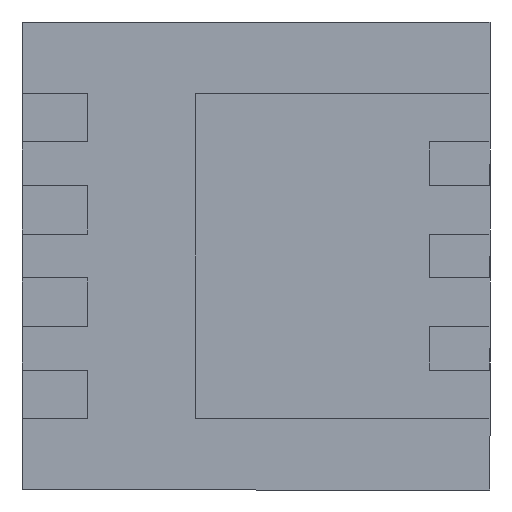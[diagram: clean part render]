
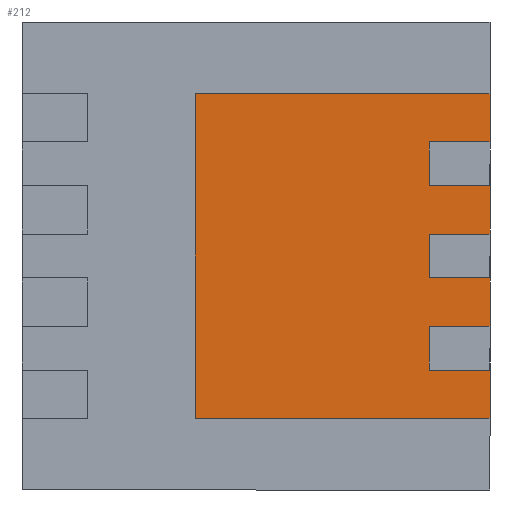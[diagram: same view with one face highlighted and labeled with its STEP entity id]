
A CAD part, front view. The second image highlights one B-rep face of the part: STEP entity #212.
In plain terms, the highlighted planar face has unit normal (0, -1, 0).
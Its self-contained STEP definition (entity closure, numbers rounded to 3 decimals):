
#48 = EDGE_CURVE ( 'NONE', #1858, #865, #1428, .T. ) ;
#54 = ORIENTED_EDGE ( 'NONE', *, *, #48, .T. ) ;
#64 = CARTESIAN_POINT ( 'NONE',  ( 1.185, 0., 1.145 ) ) ;
#65 = LINE ( 'NONE', #1942, #1948 ) ;
#76 = CARTESIAN_POINT ( 'NONE',  ( 1.185, 0., 0.495 ) ) ;
#86 = DIRECTION ( 'NONE',  ( -1., 0., 0. ) ) ;
#97 = ORIENTED_EDGE ( 'NONE', *, *, #2268, .T. ) ;
#105 = EDGE_CURVE ( 'NONE', #1640, #1906, #2485, .T. ) ;
#127 = EDGE_CURVE ( 'NONE', #1508, #865, #2289, .T. ) ;
#129 = CARTESIAN_POINT ( 'NONE',  ( 1.65, 0., -1.145 ) ) ;
#154 = CARTESIAN_POINT ( 'NONE',  ( 1.22, 0., -0.805 ) ) ;
#174 = CARTESIAN_POINT ( 'NONE',  ( 1.65, 0., -0.805 ) ) ;
#182 = VERTEX_POINT ( 'NONE', #1374 ) ;
#212 = ADVANCED_FACE ( 'NONE', ( #1202 ), #570, .F. ) ;
#244 = DIRECTION ( 'NONE',  ( 0., 0., 1. ) ) ;
#264 = VERTEX_POINT ( 'NONE', #2534 ) ;
#272 = VECTOR ( 'NONE', #560, 1000. ) ;
#292 = EDGE_CURVE ( 'NONE', #669, #182, #1929, .T. ) ;
#332 = CARTESIAN_POINT ( 'NONE',  ( 1.185, 0., 0.805 ) ) ;
#353 = LINE ( 'NONE', #154, #272 ) ;
#384 = EDGE_LOOP ( 'NONE', ( #2120, #1423, #2587, #2169, #2148, #97, #816, #817, #1650, #2314, #903, #2223, #1905, #54, #1553, #738 ) ) ;
#393 = VERTEX_POINT ( 'NONE', #740 ) ;
#420 = CARTESIAN_POINT ( 'NONE',  ( 1.65, 0., -0.805 ) ) ;
#470 = EDGE_CURVE ( 'NONE', #1316, #1260, #1720, .T. ) ;
#477 = DIRECTION ( 'NONE',  ( 0., 0., -1. ) ) ;
#489 = LINE ( 'NONE', #64, #2623 ) ;
#536 = CARTESIAN_POINT ( 'NONE',  ( 1.65, 0., 0.805 ) ) ;
#550 = LINE ( 'NONE', #2001, #1557 ) ;
#560 = DIRECTION ( 'NONE',  ( 0., 0., 1. ) ) ;
#570 = PLANE ( 'NONE',  #964 ) ;
#591 = CARTESIAN_POINT ( 'NONE',  ( 1.22, 0., -0.495 ) ) ;
#613 = CARTESIAN_POINT ( 'NONE',  ( -0.43, 0., -1.145 ) ) ;
#634 = CARTESIAN_POINT ( 'NONE',  ( 1.22, 0., 0.495 ) ) ;
#646 = CARTESIAN_POINT ( 'NONE',  ( 1.185, 0., -0.805 ) ) ;
#669 = VERTEX_POINT ( 'NONE', #634 ) ;
#677 = LINE ( 'NONE', #420, #1094 ) ;
#716 = VECTOR ( 'NONE', #2579, 1000. ) ;
#734 = EDGE_CURVE ( 'NONE', #182, #1508, #2476, .T. ) ;
#738 = ORIENTED_EDGE ( 'NONE', *, *, #734, .F. ) ;
#740 = CARTESIAN_POINT ( 'NONE',  ( 1.65, 0., -0.495 ) ) ;
#749 = VECTOR ( 'NONE', #1656, 1000. ) ;
#794 = CARTESIAN_POINT ( 'NONE',  ( 1.65, 0., -0.155 ) ) ;
#816 = ORIENTED_EDGE ( 'NONE', *, *, #2569, .F. ) ;
#817 = ORIENTED_EDGE ( 'NONE', *, *, #2098, .F. ) ;
#842 = EDGE_CURVE ( 'NONE', #1858, #1914, #65, .T. ) ;
#865 = VERTEX_POINT ( 'NONE', #1994 ) ;
#896 = DIRECTION ( 'NONE',  ( 1., 0., 0. ) ) ;
#903 = ORIENTED_EDGE ( 'NONE', *, *, #2355, .F. ) ;
#919 = DIRECTION ( 'NONE',  ( -1., 0., 0. ) ) ;
#964 = AXIS2_PLACEMENT_3D ( 'NONE', #2190, #1601, #1563 ) ;
#1013 = CARTESIAN_POINT ( 'NONE',  ( 1.22, 0., -0.155 ) ) ;
#1020 = DIRECTION ( 'NONE',  ( -1., 0., 0. ) ) ;
#1061 = LINE ( 'NONE', #2373, #2022 ) ;
#1094 = VECTOR ( 'NONE', #477, 1000. ) ;
#1103 = DIRECTION ( 'NONE',  ( 1., 0., 0. ) ) ;
#1144 = DIRECTION ( 'NONE',  ( -1., 0., 0. ) ) ;
#1157 = VERTEX_POINT ( 'NONE', #591 ) ;
#1161 = VERTEX_POINT ( 'NONE', #129 ) ;
#1188 = VECTOR ( 'NONE', #1144, 1000. ) ;
#1202 = FACE_OUTER_BOUND ( 'NONE', #384, .T. ) ;
#1221 = CARTESIAN_POINT ( 'NONE',  ( -0.43, 0., 1.145 ) ) ;
#1241 = CARTESIAN_POINT ( 'NONE',  ( 1.185, 0., 0.155 ) ) ;
#1246 = EDGE_CURVE ( 'NONE', #669, #264, #1061, .T. ) ;
#1260 = VERTEX_POINT ( 'NONE', #536 ) ;
#1309 = VECTOR ( 'NONE', #1103, 1000. ) ;
#1310 = CARTESIAN_POINT ( 'NONE',  ( 1.22, 0., -0.805 ) ) ;
#1316 = VERTEX_POINT ( 'NONE', #1631 ) ;
#1327 = EDGE_CURVE ( 'NONE', #1640, #1157, #353, .T. ) ;
#1354 = VECTOR ( 'NONE', #1462, 1000. ) ;
#1359 = VECTOR ( 'NONE', #1754, 1000. ) ;
#1368 = LINE ( 'NONE', #1930, #1359 ) ;
#1374 = CARTESIAN_POINT ( 'NONE',  ( 1.65, 0., 0.495 ) ) ;
#1375 = DIRECTION ( 'NONE',  ( 0., 0., -1. ) ) ;
#1378 = EDGE_CURVE ( 'NONE', #1914, #393, #550, .T. ) ;
#1423 = ORIENTED_EDGE ( 'NONE', *, *, #1246, .T. ) ;
#1428 = LINE ( 'NONE', #2243, #2303 ) ;
#1462 = DIRECTION ( 'NONE',  ( 1., 0., 0. ) ) ;
#1508 = VERTEX_POINT ( 'NONE', #1774 ) ;
#1553 = ORIENTED_EDGE ( 'NONE', *, *, #127, .F. ) ;
#1557 = VECTOR ( 'NONE', #1375, 1000. ) ;
#1563 = DIRECTION ( 'NONE',  ( 0., 0., 1. ) ) ;
#1601 = DIRECTION ( 'NONE',  ( 0., 1., 0. ) ) ;
#1608 = VECTOR ( 'NONE', #86, 1000. ) ;
#1631 = CARTESIAN_POINT ( 'NONE',  ( 1.65, 0., 1.145 ) ) ;
#1636 = EDGE_CURVE ( 'NONE', #1316, #2440, #489, .T. ) ;
#1640 = VERTEX_POINT ( 'NONE', #1310 ) ;
#1650 = ORIENTED_EDGE ( 'NONE', *, *, #105, .F. ) ;
#1656 = DIRECTION ( 'NONE',  ( -1., 0., 0. ) ) ;
#1695 = DIRECTION ( 'NONE',  ( 0., 0., 1. ) ) ;
#1720 = LINE ( 'NONE', #2570, #716 ) ;
#1743 = CARTESIAN_POINT ( 'NONE',  ( 1.65, 0., 0.495 ) ) ;
#1750 = LINE ( 'NONE', #2516, #1608 ) ;
#1754 = DIRECTION ( 'NONE',  ( 0., 0., -1. ) ) ;
#1774 = CARTESIAN_POINT ( 'NONE',  ( 1.65, 0., 0.155 ) ) ;
#1858 = VERTEX_POINT ( 'NONE', #1013 ) ;
#1905 = ORIENTED_EDGE ( 'NONE', *, *, #842, .F. ) ;
#1906 = VERTEX_POINT ( 'NONE', #174 ) ;
#1914 = VERTEX_POINT ( 'NONE', #794 ) ;
#1929 = LINE ( 'NONE', #76, #1309 ) ;
#1930 = CARTESIAN_POINT ( 'NONE',  ( -0.43, 0., 1.145 ) ) ;
#1942 = CARTESIAN_POINT ( 'NONE',  ( 1.185, 0., -0.155 ) ) ;
#1948 = VECTOR ( 'NONE', #896, 1000. ) ;
#1994 = CARTESIAN_POINT ( 'NONE',  ( 1.22, 0., 0.155 ) ) ;
#2001 = CARTESIAN_POINT ( 'NONE',  ( 1.65, 0., -0.155 ) ) ;
#2022 = VECTOR ( 'NONE', #1695, 1000. ) ;
#2098 = EDGE_CURVE ( 'NONE', #1906, #1161, #677, .T. ) ;
#2120 = ORIENTED_EDGE ( 'NONE', *, *, #292, .F. ) ;
#2147 = DIRECTION ( 'NONE',  ( 0., 0., -1. ) ) ;
#2148 = ORIENTED_EDGE ( 'NONE', *, *, #1636, .T. ) ;
#2165 = LINE ( 'NONE', #332, #1188 ) ;
#2166 = VECTOR ( 'NONE', #1020, 1000. ) ;
#2169 = ORIENTED_EDGE ( 'NONE', *, *, #470, .F. ) ;
#2190 = CARTESIAN_POINT ( 'NONE',  ( 0., 0., 0. ) ) ;
#2223 = ORIENTED_EDGE ( 'NONE', *, *, #1378, .F. ) ;
#2243 = CARTESIAN_POINT ( 'NONE',  ( 1.22, 0., -0.155 ) ) ;
#2264 = VECTOR ( 'NONE', #2147, 1000. ) ;
#2268 = EDGE_CURVE ( 'NONE', #2440, #2500, #1368, .T. ) ;
#2289 = LINE ( 'NONE', #1241, #749 ) ;
#2303 = VECTOR ( 'NONE', #244, 1000. ) ;
#2314 = ORIENTED_EDGE ( 'NONE', *, *, #1327, .T. ) ;
#2355 = EDGE_CURVE ( 'NONE', #393, #1157, #2621, .T. ) ;
#2373 = CARTESIAN_POINT ( 'NONE',  ( 1.22, 0., 0.495 ) ) ;
#2440 = VERTEX_POINT ( 'NONE', #1221 ) ;
#2476 = LINE ( 'NONE', #1743, #2264 ) ;
#2485 = LINE ( 'NONE', #646, #1354 ) ;
#2500 = VERTEX_POINT ( 'NONE', #613 ) ;
#2516 = CARTESIAN_POINT ( 'NONE',  ( 1.185, 0., -1.145 ) ) ;
#2534 = CARTESIAN_POINT ( 'NONE',  ( 1.22, 0., 0.805 ) ) ;
#2569 = EDGE_CURVE ( 'NONE', #1161, #2500, #1750, .T. ) ;
#2570 = CARTESIAN_POINT ( 'NONE',  ( 1.65, 0., 1.145 ) ) ;
#2579 = DIRECTION ( 'NONE',  ( 0., 0., -1. ) ) ;
#2587 = ORIENTED_EDGE ( 'NONE', *, *, #2627, .F. ) ;
#2610 = CARTESIAN_POINT ( 'NONE',  ( 1.185, 0., -0.495 ) ) ;
#2621 = LINE ( 'NONE', #2610, #2166 ) ;
#2623 = VECTOR ( 'NONE', #919, 1000. ) ;
#2627 = EDGE_CURVE ( 'NONE', #1260, #264, #2165, .T. ) ;
